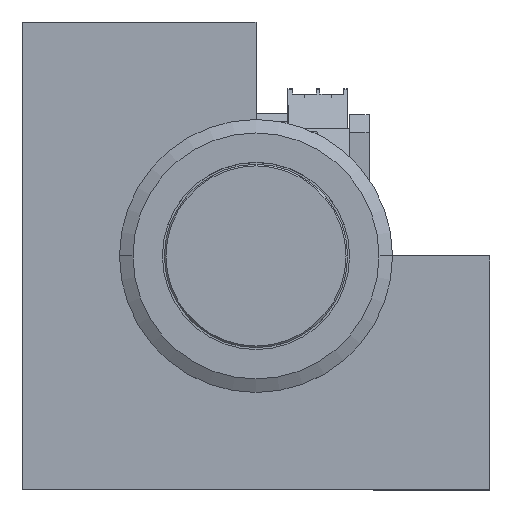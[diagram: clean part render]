
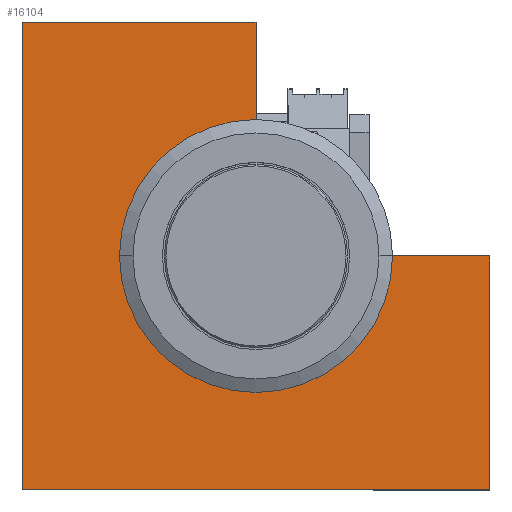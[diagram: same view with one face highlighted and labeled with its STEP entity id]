
A CAD part, top view. The second image highlights one B-rep face of the part: STEP entity #16104.
In plain terms, the highlighted planar face has unit normal (0, 0, 1).
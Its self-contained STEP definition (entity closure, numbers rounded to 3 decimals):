
#16095 = ORIENTED_EDGE ( 'NONE', *, *, #16346, .T. ) ;
#16101 = EDGE_CURVE ( 'NONE', #16121, #16196, #64028, .T. ) ;
#16104 = ADVANCED_FACE ( 'NONE', ( #64004 ), #63985, .T. ) ;
#16105 = ORIENTED_EDGE ( 'NONE', *, *, #16236, .F. ) ;
#16117 = EDGE_LOOP ( 'NONE', ( #16260, #16306, #16105, #16182, #16095, #16143, #16604, #16508 ) ) ;
#16121 = VERTEX_POINT ( 'NONE', #64000 ) ;
#16141 = EDGE_CURVE ( 'NONE', #16330, #16238, #64234, .T. ) ;
#16143 = ORIENTED_EDGE ( 'NONE', *, *, #16144, .T. ) ;
#16144 = EDGE_CURVE ( 'NONE', #16262, #16308, #64214, .T. ) ;
#16153 = VERTEX_POINT ( 'NONE', #64729 ) ;
#16168 = EDGE_CURVE ( 'NONE', #16153, #16330, #64829, .T. ) ;
#16182 = ORIENTED_EDGE ( 'NONE', *, *, #16101, .F. ) ;
#16196 = VERTEX_POINT ( 'NONE', #64765 ) ;
#16236 = EDGE_CURVE ( 'NONE', #16196, #16238, #65199, .T. ) ;
#16238 = VERTEX_POINT ( 'NONE', #65321 ) ;
#16260 = ORIENTED_EDGE ( 'NONE', *, *, #16168, .T. ) ;
#16262 = VERTEX_POINT ( 'NONE', #65494 ) ;
#16275 = EDGE_CURVE ( 'NONE', #16308, #16494, #65664, .T. ) ;
#16277 = EDGE_CURVE ( 'NONE', #16494, #16153, #65652, .T. ) ;
#16306 = ORIENTED_EDGE ( 'NONE', *, *, #16141, .T. ) ;
#16308 = VERTEX_POINT ( 'NONE', #65711 ) ;
#16330 = VERTEX_POINT ( 'NONE', #65852 ) ;
#16346 = EDGE_CURVE ( 'NONE', #16121, #16262, #70437, .T. ) ;
#16494 = VERTEX_POINT ( 'NONE', #66024 ) ;
#16508 = ORIENTED_EDGE ( 'NONE', *, *, #16277, .T. ) ;
#16604 = ORIENTED_EDGE ( 'NONE', *, *, #16275, .T. ) ;
#63985 = PLANE ( 'NONE',  #64018 ) ;
#63993 = DIRECTION ( 'NONE',  ( 0., -1., 0. ) ) ;
#63995 = DIRECTION ( 'NONE',  ( 0., 0., 1. ) ) ;
#63996 = CARTESIAN_POINT ( 'NONE',  ( 0., 0., 36. ) ) ;
#64000 = CARTESIAN_POINT ( 'NONE',  ( 0., 15.25, 36. ) ) ;
#64004 = FACE_OUTER_BOUND ( 'NONE', #16117, .T. ) ;
#64018 = AXIS2_PLACEMENT_3D ( 'NONE', #64097, #64095, #64094 ) ;
#64021 = AXIS2_PLACEMENT_3D ( 'NONE', #63996, #63995, #63993 ) ;
#64028 = CIRCLE ( 'NONE', #64021, 15.25 ) ;
#64094 = DIRECTION ( 'NONE',  ( -1., 0., 0. ) ) ;
#64095 = DIRECTION ( 'NONE',  ( 0., 0., 1. ) ) ;
#64097 = CARTESIAN_POINT ( 'NONE',  ( -30., 30., 36. ) ) ;
#64150 = CARTESIAN_POINT ( 'NONE',  ( 30., 0., 36. ) ) ;
#64211 = DIRECTION ( 'NONE',  ( -1., 0., 0. ) ) ;
#64213 = VECTOR ( 'NONE', #64211, 1000. ) ;
#64214 = LINE ( 'NONE', #64251, #64213 ) ;
#64232 = DIRECTION ( 'NONE',  ( -1., 0., 0. ) ) ;
#64233 = VECTOR ( 'NONE', #64232, 1000. ) ;
#64234 = LINE ( 'NONE', #64150, #64233 ) ;
#64251 = CARTESIAN_POINT ( 'NONE',  ( 30., 30., 36. ) ) ;
#64729 = CARTESIAN_POINT ( 'NONE',  ( 30., -30., 36. ) ) ;
#64765 = CARTESIAN_POINT ( 'NONE',  ( -15.25, 0., 36. ) ) ;
#64820 = DIRECTION ( 'NONE',  ( 0., 1., 0. ) ) ;
#64823 = VECTOR ( 'NONE', #64820, 1000. ) ;
#64827 = CARTESIAN_POINT ( 'NONE',  ( 30., -30., 36. ) ) ;
#64829 = LINE ( 'NONE', #64827, #64823 ) ;
#65199 = CIRCLE ( 'NONE', #65298, 15.25 ) ;
#65224 = CARTESIAN_POINT ( 'NONE',  ( 0., 0., 36. ) ) ;
#65271 = DIRECTION ( 'NONE',  ( 0., 0., 1. ) ) ;
#65298 = AXIS2_PLACEMENT_3D ( 'NONE', #65224, #65271, #65443 ) ;
#65321 = CARTESIAN_POINT ( 'NONE',  ( 15.25, 0., 36. ) ) ;
#65443 = DIRECTION ( 'NONE',  ( 0., -1., 0. ) ) ;
#65494 = CARTESIAN_POINT ( 'NONE',  ( 0., 30., 36. ) ) ;
#65644 = DIRECTION ( 'NONE',  ( 1., 0., 0. ) ) ;
#65646 = VECTOR ( 'NONE', #65644, 1000. ) ;
#65648 = CARTESIAN_POINT ( 'NONE',  ( -30., -30., 36. ) ) ;
#65652 = LINE ( 'NONE', #65648, #65646 ) ;
#65661 = DIRECTION ( 'NONE',  ( 0., -1., 0. ) ) ;
#65662 = VECTOR ( 'NONE', #65661, 1000. ) ;
#65663 = CARTESIAN_POINT ( 'NONE',  ( -30., 30., 36. ) ) ;
#65664 = LINE ( 'NONE', #65663, #65662 ) ;
#65711 = CARTESIAN_POINT ( 'NONE',  ( -30., 30., 36. ) ) ;
#65852 = CARTESIAN_POINT ( 'NONE',  ( 30., 0., 36. ) ) ;
#66024 = CARTESIAN_POINT ( 'NONE',  ( -30., -30., 36. ) ) ;
#70431 = DIRECTION ( 'NONE',  ( 0., 1., 0. ) ) ;
#70433 = VECTOR ( 'NONE', #70431, 1000. ) ;
#70437 = LINE ( 'NONE', #70479, #70433 ) ;
#70479 = CARTESIAN_POINT ( 'NONE',  ( 0., 0., 36. ) ) ;
